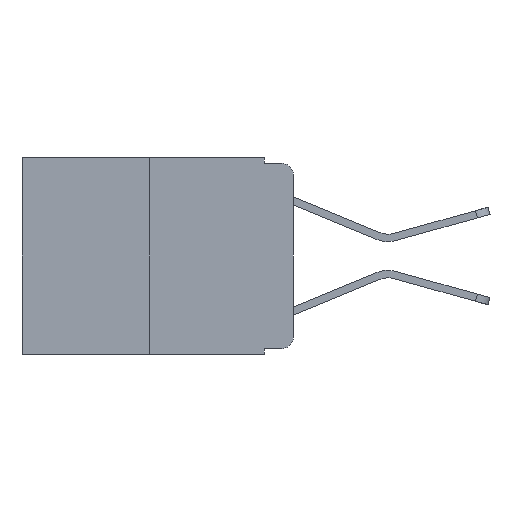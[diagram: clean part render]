
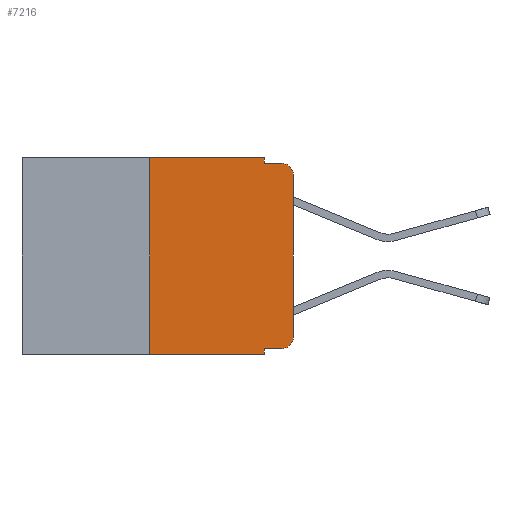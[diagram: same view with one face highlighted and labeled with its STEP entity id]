
A CAD part, left-side view. The second image highlights one B-rep face of the part: STEP entity #7216.
In plain terms, the highlighted planar face has unit normal (-1, 0, 0).
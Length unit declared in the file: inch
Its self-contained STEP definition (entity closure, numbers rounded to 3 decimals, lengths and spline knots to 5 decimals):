
#457 = LINE ( 'NONE', #14470, #6764 ) ;
#674 = VECTOR ( 'NONE', #6644, 39.37008 ) ;
#798 = DIRECTION ( 'NONE',  ( 0., -1., 0. ) ) ;
#1208 = EDGE_CURVE ( 'NONE', #14286, #2371, #8157, .T. ) ;
#1210 = VERTEX_POINT ( 'NONE', #11664 ) ;
#1232 = DIRECTION ( 'NONE',  ( 0., 0., -1. ) ) ;
#1241 = DIRECTION ( 'NONE',  ( 0., 0., -1. ) ) ;
#1779 = CARTESIAN_POINT ( 'NONE',  ( 0., 0.051, 0. ) ) ;
#2167 = CARTESIAN_POINT ( 'NONE',  ( 0., 0.051, -0.01 ) ) ;
#2289 = EDGE_CURVE ( 'NONE', #12877, #2549, #7926, .T. ) ;
#2371 = VERTEX_POINT ( 'NONE', #8128 ) ;
#2549 = VERTEX_POINT ( 'NONE', #5440 ) ;
#2684 = CARTESIAN_POINT ( 'NONE',  ( 0., 0., 0. ) ) ;
#2714 = EDGE_CURVE ( 'NONE', #2371, #5279, #12631, .T. ) ;
#2849 = ORIENTED_EDGE ( 'NONE', *, *, #10000, .T. ) ;
#2906 = DIRECTION ( 'NONE',  ( 0., 0., -1. ) ) ;
#3016 = AXIS2_PLACEMENT_3D ( 'NONE', #10810, #7665, #1241 ) ;
#3089 = ORIENTED_EDGE ( 'NONE', *, *, #5546, .T. ) ;
#3093 = LINE ( 'NONE', #2684, #5766 ) ;
#3869 = CARTESIAN_POINT ( 'NONE',  ( 0., 0.25, 0. ) ) ;
#3958 = LINE ( 'NONE', #8267, #674 ) ;
#4023 = EDGE_CURVE ( 'NONE', #5279, #14390, #6667, .T. ) ;
#4159 = DIRECTION ( 'NONE',  ( 0., -1., 0. ) ) ;
#4889 = DIRECTION ( 'NONE',  ( 0., 0., -1. ) ) ;
#4978 = VECTOR ( 'NONE', #4159, 39.37008 ) ;
#5046 = EDGE_CURVE ( 'NONE', #10804, #1210, #13081, .T. ) ;
#5189 = DIRECTION ( 'NONE',  ( -1., 0., 0. ) ) ;
#5207 = DIRECTION ( 'NONE',  ( 0., 0., -1. ) ) ;
#5279 = VERTEX_POINT ( 'NONE', #2167 ) ;
#5298 = ORIENTED_EDGE ( 'NONE', *, *, #4023, .F. ) ;
#5440 = CARTESIAN_POINT ( 'NONE',  ( 0., 0.051, -0.343 ) ) ;
#5469 = CARTESIAN_POINT ( 'NONE',  ( 0., 0., -0.03 ) ) ;
#5487 = ORIENTED_EDGE ( 'NONE', *, *, #2714, .F. ) ;
#5546 = EDGE_CURVE ( 'NONE', #8761, #14390, #5717, .T. ) ;
#5640 = VECTOR ( 'NONE', #2906, 39.37008 ) ;
#5660 = EDGE_CURVE ( 'NONE', #12877, #14286, #3958, .T. ) ;
#5717 = CIRCLE ( 'NONE', #3016, 0.02 ) ;
#5766 = VECTOR ( 'NONE', #9465, 39.37008 ) ;
#5940 = PLANE ( 'NONE',  #11419 ) ;
#6004 = ORIENTED_EDGE ( 'NONE', *, *, #1208, .F. ) ;
#6035 = ORIENTED_EDGE ( 'NONE', *, *, #5660, .F. ) ;
#6093 = DIRECTION ( 'NONE',  ( 0., -1., 0. ) ) ;
#6130 = ORIENTED_EDGE ( 'NONE', *, *, #2289, .T. ) ;
#6230 = FACE_OUTER_BOUND ( 'NONE', #8293, .T. ) ;
#6264 = ORIENTED_EDGE ( 'NONE', *, *, #11160, .F. ) ;
#6311 = VECTOR ( 'NONE', #6093, 39.37008 ) ;
#6377 = ORIENTED_EDGE ( 'NONE', *, *, #6996, .T. ) ;
#6644 = DIRECTION ( 'NONE',  ( 0., 0., 1. ) ) ;
#6667 = LINE ( 'NONE', #9813, #6311 ) ;
#6757 = ORIENTED_EDGE ( 'NONE', *, *, #5046, .T. ) ;
#6764 = VECTOR ( 'NONE', #798, 39.37008 ) ;
#6996 = EDGE_CURVE ( 'NONE', #11988, #10804, #457, .T. ) ;
#7182 = CARTESIAN_POINT ( 'NONE',  ( 0., 0.02, -0.313 ) ) ;
#7216 = ADVANCED_FACE ( 'NONE', ( #6230 ), #5940, .F. ) ;
#7646 = CARTESIAN_POINT ( 'NONE',  ( 0., 0.473, -0.343 ) ) ;
#7665 = DIRECTION ( 'NONE',  ( -1., 0., 0. ) ) ;
#7926 = LINE ( 'NONE', #7646, #4978 ) ;
#8128 = CARTESIAN_POINT ( 'NONE',  ( 0., 0.051, 0. ) ) ;
#8138 = AXIS2_PLACEMENT_3D ( 'NONE', #7182, #5189, #5207 ) ;
#8157 = LINE ( 'NONE', #12778, #14425 ) ;
#8185 = DIRECTION ( 'NONE',  ( 1., 0., 0. ) ) ;
#8267 = CARTESIAN_POINT ( 'NONE',  ( 0., 0.25, 0. ) ) ;
#8293 = EDGE_LOOP ( 'NONE', ( #2849, #3089, #5298, #5487, #6004, #6035, #6130, #6264, #6377, #6757 ) ) ;
#8437 = CARTESIAN_POINT ( 'NONE',  ( 0., 0.051, -0.333 ) ) ;
#8761 = VERTEX_POINT ( 'NONE', #5469 ) ;
#9465 = DIRECTION ( 'NONE',  ( 0., 0., 1. ) ) ;
#9813 = CARTESIAN_POINT ( 'NONE',  ( 0., 0.051, -0.01 ) ) ;
#10000 = EDGE_CURVE ( 'NONE', #1210, #8761, #3093, .T. ) ;
#10804 = VERTEX_POINT ( 'NONE', #14279 ) ;
#10810 = CARTESIAN_POINT ( 'NONE',  ( 0., 0.02, -0.03 ) ) ;
#11155 = LINE ( 'NONE', #12675, #14108 ) ;
#11160 = EDGE_CURVE ( 'NONE', #11988, #2549, #11155, .T. ) ;
#11419 = AXIS2_PLACEMENT_3D ( 'NONE', #14819, #8185, #1232 ) ;
#11664 = CARTESIAN_POINT ( 'NONE',  ( 0., 0., -0.313 ) ) ;
#11874 = CARTESIAN_POINT ( 'NONE',  ( 0., 0.02, -0.01 ) ) ;
#11988 = VERTEX_POINT ( 'NONE', #8437 ) ;
#12481 = DIRECTION ( 'NONE',  ( 0., -1., 0. ) ) ;
#12631 = LINE ( 'NONE', #1779, #5640 ) ;
#12675 = CARTESIAN_POINT ( 'NONE',  ( 0., 0.051, 0. ) ) ;
#12778 = CARTESIAN_POINT ( 'NONE',  ( 0., 0.473, 0. ) ) ;
#12877 = VERTEX_POINT ( 'NONE', #14631 ) ;
#13081 = CIRCLE ( 'NONE', #8138, 0.02 ) ;
#14108 = VECTOR ( 'NONE', #4889, 39.37008 ) ;
#14279 = CARTESIAN_POINT ( 'NONE',  ( 0., 0.02, -0.333 ) ) ;
#14286 = VERTEX_POINT ( 'NONE', #3869 ) ;
#14390 = VERTEX_POINT ( 'NONE', #11874 ) ;
#14425 = VECTOR ( 'NONE', #12481, 39.37008 ) ;
#14470 = CARTESIAN_POINT ( 'NONE',  ( 0., 0.051, -0.333 ) ) ;
#14631 = CARTESIAN_POINT ( 'NONE',  ( 0., 0.25, -0.343 ) ) ;
#14819 = CARTESIAN_POINT ( 'NONE',  ( 0., 0.473, 0. ) ) ;
